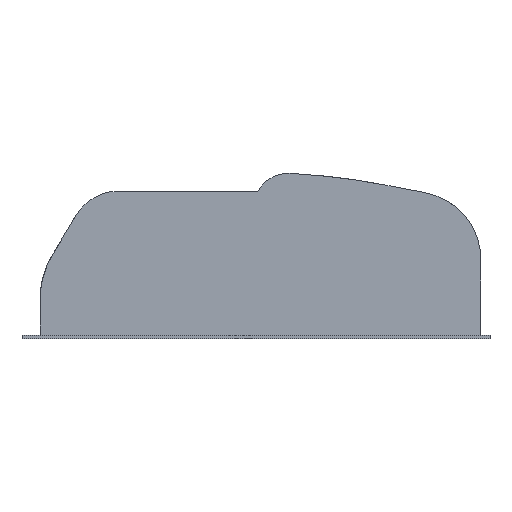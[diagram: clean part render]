
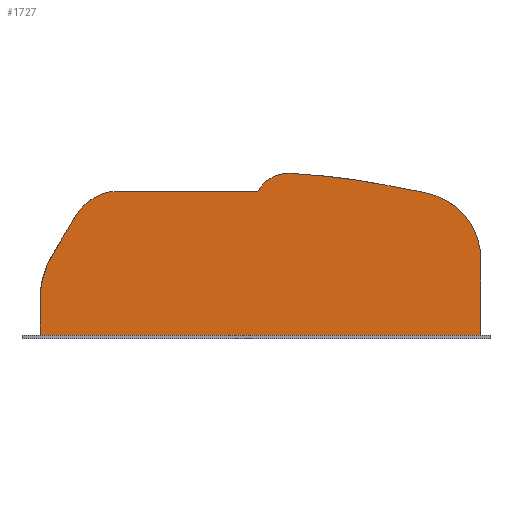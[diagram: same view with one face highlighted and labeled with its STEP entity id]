
A CAD part, front view. The second image highlights one B-rep face of the part: STEP entity #1727.
In plain terms, the highlighted planar face has unit normal (0, -1, 0).
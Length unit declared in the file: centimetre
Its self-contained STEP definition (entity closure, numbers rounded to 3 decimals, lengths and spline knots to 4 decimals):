
#54=CIRCLE($,#1861,0.135);
#55=CIRCLE($,#1863,0.25);
#56=CIRCLE($,#1864,0.19);
#57=CIRCLE($,#1865,2.1);
#58=CIRCLE($,#1866,0.1);
#180=FACE_OUTER_BOUND($,#280,.T.);
#280=EDGE_LOOP($,(#1352,#1353,#1354,#1355,#1356,#1357,#1358,#1359,#1360,
#1361,#1362));
#434=LINE($,#2839,#612);
#435=LINE($,#2843,#613);
#436=LINE($,#2845,#614);
#437=LINE($,#2847,#615);
#438=LINE($,#2851,#616);
#439=LINE($,#2856,#617);
#612=VECTOR($,#2196,0.1276);
#613=VECTOR($,#2199,0.0964);
#614=VECTOR($,#2200,1.225);
#615=VECTOR($,#2201,0.2091);
#616=VECTOR($,#2204,0.1008);
#617=VECTOR($,#2209,0.3879);
#784=VERTEX_POINT($,#2832);
#785=VERTEX_POINT($,#2834);
#786=VERTEX_POINT($,#2838);
#787=VERTEX_POINT($,#2840);
#788=VERTEX_POINT($,#2842);
#789=VERTEX_POINT($,#2844);
#790=VERTEX_POINT($,#2846);
#791=VERTEX_POINT($,#2848);
#792=VERTEX_POINT($,#2850);
#793=VERTEX_POINT($,#2852);
#794=VERTEX_POINT($,#2854);
#994=EDGE_CURVE($,#784,#785,#54,.T.);
#996=EDGE_CURVE($,#784,#786,#434,.T.);
#997=EDGE_CURVE($,#787,#786,#55,.T.);
#998=EDGE_CURVE($,#787,#788,#435,.T.);
#999=EDGE_CURVE($,#789,#788,#436,.T.);
#1000=EDGE_CURVE($,#790,#789,#437,.T.);
#1001=EDGE_CURVE($,#791,#790,#56,.T.);
#1002=EDGE_CURVE($,#791,#792,#438,.T.);
#1003=EDGE_CURVE($,#793,#792,#57,.T.);
#1004=EDGE_CURVE($,#794,#793,#58,.T.);
#1005=EDGE_CURVE($,#785,#794,#439,.T.);
#1352=ORIENTED_EDGE($,*,*,#994,.F.);
#1353=ORIENTED_EDGE($,*,*,#996,.T.);
#1354=ORIENTED_EDGE($,*,*,#997,.F.);
#1355=ORIENTED_EDGE($,*,*,#998,.T.);
#1356=ORIENTED_EDGE($,*,*,#999,.F.);
#1357=ORIENTED_EDGE($,*,*,#1000,.F.);
#1358=ORIENTED_EDGE($,*,*,#1001,.F.);
#1359=ORIENTED_EDGE($,*,*,#1002,.T.);
#1360=ORIENTED_EDGE($,*,*,#1003,.F.);
#1361=ORIENTED_EDGE($,*,*,#1004,.F.);
#1362=ORIENTED_EDGE($,*,*,#1005,.F.);
#1646=PLANE($,#1862);
#1727=ADVANCED_FACE($,(#180),#1646,.F.);
#1861=AXIS2_PLACEMENT_3D($,#2835,#2191,#2192);
#1862=AXIS2_PLACEMENT_3D($,#2837,#2194,#2195);
#1863=AXIS2_PLACEMENT_3D($,#2841,#2197,#2198);
#1864=AXIS2_PLACEMENT_3D($,#2849,#2202,#2203);
#1865=AXIS2_PLACEMENT_3D($,#2853,#2205,#2206);
#1866=AXIS2_PLACEMENT_3D($,#2855,#2207,#2208);
#2191=DIRECTION('center_axis',(0.,1.,0.));
#2192=DIRECTION('ref_axis',(-0.492,0.,0.87));
#2194=DIRECTION('center_axis',(0.,1.,0.));
#2195=DIRECTION('ref_axis',(0.,0.,1.));
#2196=DIRECTION($,(-0.515,0.,-0.857));
#2197=DIRECTION('center_axis',(0.,1.,0.));
#2198=DIRECTION('ref_axis',(-0.964,0.,0.267));
#2199=DIRECTION($,(0.,0.,-1.));
#2200=DIRECTION($,(-1.,0.,0.));
#2201=DIRECTION($,(0.,0.,-1.));
#2202=DIRECTION('center_axis',(0.,1.,0.));
#2203=DIRECTION('ref_axis',(0.772,0.,0.636));
#2204=DIRECTION($,(-0.982,0.,0.191));
#2205=DIRECTION('center_axis',(0.,1.,0.));
#2206=DIRECTION('ref_axis',(0.057,0.,0.998));
#2207=DIRECTION('center_axis',(0.,1.,0.));
#2208=DIRECTION('ref_axis',(-0.866,0.,0.5));
#2209=DIRECTION($,(1.,0.,0.));
#2832=CARTESIAN_POINT('',(-0.4986,-0.395,0.3445));
#2834=CARTESIAN_POINT('',(-0.3829,-0.395,0.41));
#2835=CARTESIAN_POINT('Origin',(-0.3829,-0.395,0.275));
#2837=CARTESIAN_POINT('Origin',(0.,-0.395,0.21));
#2838=CARTESIAN_POINT('',(-0.5643,-0.395,0.2352));
#2839=CARTESIAN_POINT($,(-0.5343,-0.395,0.2851));
#2840=CARTESIAN_POINT('',(-0.6,-0.395,0.1064));
#2841=CARTESIAN_POINT('Origin',(-0.35,-0.395,0.1064));
#2842=CARTESIAN_POINT('',(-0.6,-0.395,0.01));
#2843=CARTESIAN_POINT($,(-0.6,-0.395,0.605));
#2844=CARTESIAN_POINT('',(0.625,-0.395,0.01));
#2845=CARTESIAN_POINT($,(0.,-0.395,0.01));
#2846=CARTESIAN_POINT('',(0.625,-0.395,0.2191));
#2847=CARTESIAN_POINT($,(0.625,-0.395,0.21));
#2848=CARTESIAN_POINT('',(0.4713,-0.395,0.4056));
#2849=CARTESIAN_POINT('Origin',(0.435,-0.395,0.2191));
#2850=CARTESIAN_POINT('',(0.3723,-0.395,0.4248));
#2851=CARTESIAN_POINT($,(0.1936,-0.395,0.4596));
#2852=CARTESIAN_POINT('',(0.0916,-0.395,0.46));
#2853=CARTESIAN_POINT('Origin',(-0.0284,-0.395,-1.6366));
#2854=CARTESIAN_POINT('',(0.005,-0.395,0.41));
#2855=CARTESIAN_POINT('Origin',(0.0916,-0.395,0.36));
#2856=CARTESIAN_POINT($,(0.,-0.395,0.41));
